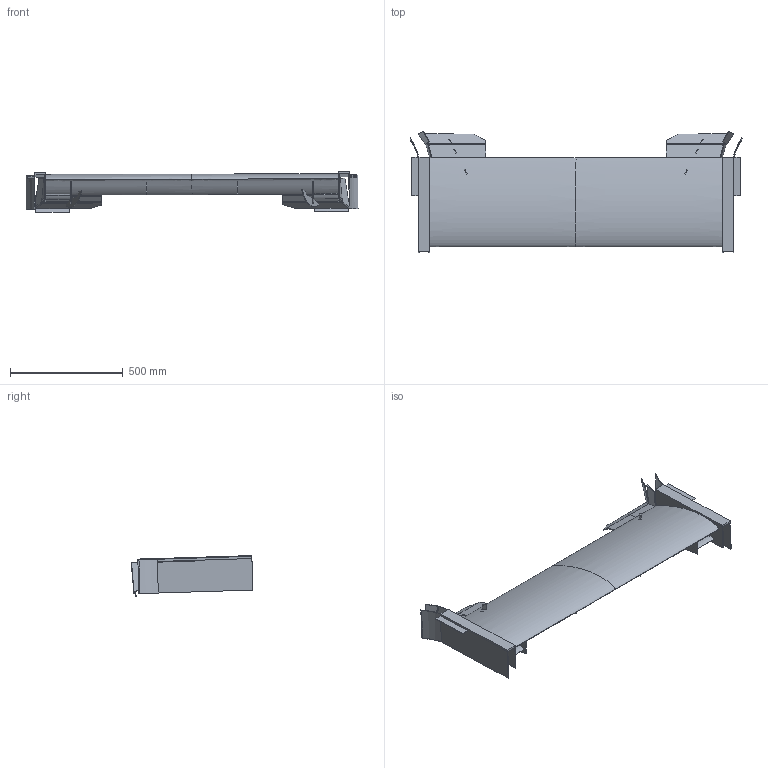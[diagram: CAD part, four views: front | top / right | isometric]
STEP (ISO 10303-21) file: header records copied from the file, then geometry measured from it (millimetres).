
FILE_DESCRIPTION(('CATIA V5 STEP Exchange'),'2;1');
FILE_NAME('frontwing.stp','2018-11-23T20:04:41+00:00',('none'),('none'),'CATIA Version 5 Release 17 (IN-10)','CATIA V5 STEP AP203','none');
FILE_SCHEMA(('CONFIG_CONTROL_DESIGN'));
Length unit declared in the file: millimetre
Products named in the file (1): frontwing
Assembly tree (12 placements, depth 2):
  frontwing
    #56
    #2503
    #3037
    #6439
    #7369
    #9476
    #12878
    #13808
    #14342
    #16789
    #18896
    #21063
Bounding box: 1473.85 x 540.39 x 181.31 mm (x, y, z)
Volume: 14710807.7 mm3; surface area: 2024890 mm2
Topology: 18 solids, 18 shells, 174 faces, 398 edges, 262 vertices
Faces by surface type: plane 138, bspline 18, cylinder 18
Entity records: 23197 total; most frequent: CARTESIAN_POINT 19276, ORIENTED_EDGE 796, DIRECTION 642, EDGE_CURVE 398, VECTOR 298, LINE 298, VERTEX_POINT 262, AXIS2_PLACEMENT_3D 186
